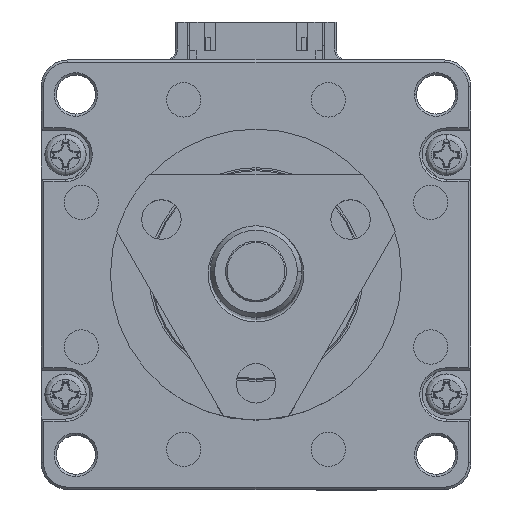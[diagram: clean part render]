
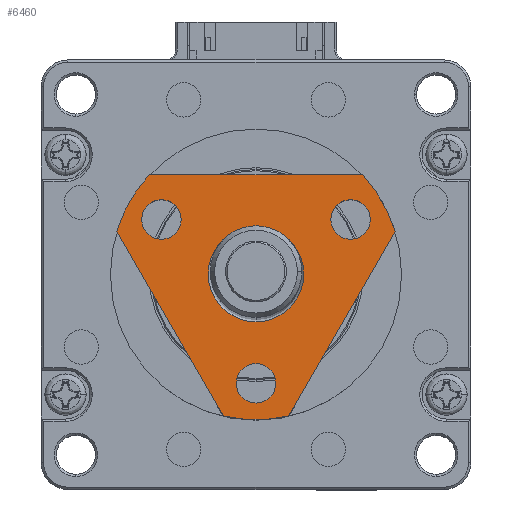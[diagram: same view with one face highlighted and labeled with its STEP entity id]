
A CAD part, top view. The second image highlights one B-rep face of the part: STEP entity #6460.
In plain terms, the highlighted planar face has unit normal (0, 0, 1).
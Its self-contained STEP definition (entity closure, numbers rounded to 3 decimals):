
#49 = VERTEX_POINT ( 'NONE', #14268 ) ;
#165 = ORIENTED_EDGE ( 'NONE', *, *, #8354, .F. ) ;
#931 = VERTEX_POINT ( 'NONE', #20561 ) ;
#948 = CARTESIAN_POINT ( 'NONE',  ( 0., 0., 40.4 ) ) ;
#979 = DIRECTION ( 'NONE',  ( 0., 0., 1. ) ) ;
#1005 = ORIENTED_EDGE ( 'NONE', *, *, #17856, .F. ) ;
#1449 = FACE_BOUND ( 'NONE', #20517, .T. ) ;
#1553 = DIRECTION ( 'NONE',  ( 0., -1., 0. ) ) ;
#1568 = CARTESIAN_POINT ( 'NONE',  ( 0., 13., 40.4 ) ) ;
#1652 = CARTESIAN_POINT ( 'NONE',  ( -4.296, -18.559, 40.4 ) ) ;
#1670 = CARTESIAN_POINT ( 'NONE',  ( 6.25, 0., 40.4 ) ) ;
#1708 = VERTEX_POINT ( 'NONE', #9493 ) ;
#1947 = CARTESIAN_POINT ( 'NONE',  ( 12.376, 9.725, 40.4 ) ) ;
#2192 = CARTESIAN_POINT ( 'NONE',  ( 13.925, 13., 40.4 ) ) ;
#2469 = CARTESIAN_POINT ( 'NONE',  ( 0., -16.87, 40.4 ) ) ;
#2525 = DIRECTION ( 'NONE',  ( 0., 1., 0. ) ) ;
#2718 = DIRECTION ( 'NONE',  ( 0., -1., 0. ) ) ;
#2954 = DIRECTION ( 'NONE',  ( 0., 1., 0. ) ) ;
#3193 = DIRECTION ( 'NONE',  ( 1., 0., 0. ) ) ;
#3210 = CARTESIAN_POINT ( 'NONE',  ( -13.925, 13., 40.4 ) ) ;
#3315 = FACE_BOUND ( 'NONE', #5592, .T. ) ;
#3658 = FACE_BOUND ( 'NONE', #7331, .T. ) ;
#3892 = AXIS2_PLACEMENT_3D ( 'NONE', #22910, #16776, #2525 ) ;
#4123 = CIRCLE ( 'NONE', #11395, 2.58 ) ;
#4200 = VERTEX_POINT ( 'NONE', #18151 ) ;
#4331 = AXIS2_PLACEMENT_3D ( 'NONE', #4456, #18486, #3193 ) ;
#4352 = DIRECTION ( 'NONE',  ( 0., 1., 0. ) ) ;
#4405 = AXIS2_PLACEMENT_3D ( 'NONE', #14916, #979, #2954 ) ;
#4456 = CARTESIAN_POINT ( 'NONE',  ( 0., 0., 40.4 ) ) ;
#4477 = CARTESIAN_POINT ( 'NONE',  ( 0., 0., 40.4 ) ) ;
#4528 = ORIENTED_EDGE ( 'NONE', *, *, #23450, .F. ) ;
#4765 = LINE ( 'NONE', #15738, #9484 ) ;
#4856 = ORIENTED_EDGE ( 'NONE', *, *, #13178, .F. ) ;
#4939 = AXIS2_PLACEMENT_3D ( 'NONE', #22923, #22738, #2718 ) ;
#5016 = CARTESIAN_POINT ( 'NONE',  ( 12.376, 7.145, 40.4 ) ) ;
#5020 = EDGE_CURVE ( 'NONE', #19240, #13949, #21415, .T. ) ;
#5255 = CARTESIAN_POINT ( 'NONE',  ( 0., -14.29, 40.4 ) ) ;
#5592 = EDGE_LOOP ( 'NONE', ( #13169, #17357 ) ) ;
#5612 = CIRCLE ( 'NONE', #8049, 19.05 ) ;
#5739 = VERTEX_POINT ( 'NONE', #1947 ) ;
#5840 = EDGE_CURVE ( 'NONE', #10081, #14904, #4765, .T. ) ;
#5974 = DIRECTION ( 'NONE',  ( 0., 0., -1. ) ) ;
#6065 = VERTEX_POINT ( 'NONE', #14600 ) ;
#6355 = DIRECTION ( 'NONE',  ( 0., 0., 1. ) ) ;
#6460 = ADVANCED_FACE ( 'NONE', ( #1449, #3315, #21237, #3658, #13109 ), #16687, .F. ) ;
#6701 = ORIENTED_EDGE ( 'NONE', *, *, #19531, .F. ) ;
#6837 = DIRECTION ( 'NONE',  ( 0., 1., 0. ) ) ;
#7006 = DIRECTION ( 'NONE',  ( 0., 0., 1. ) ) ;
#7011 = VERTEX_POINT ( 'NONE', #22934 ) ;
#7012 = EDGE_CURVE ( 'NONE', #931, #5739, #4123, .T. ) ;
#7193 = ORIENTED_EDGE ( 'NONE', *, *, #5840, .F. ) ;
#7331 = EDGE_LOOP ( 'NONE', ( #4856, #21170 ) ) ;
#7435 = ORIENTED_EDGE ( 'NONE', *, *, #15605, .F. ) ;
#7659 = DIRECTION ( 'NONE',  ( 0., 0., 1. ) ) ;
#7748 = DIRECTION ( 'NONE',  ( -0.5, -0.866, 0. ) ) ;
#8049 = AXIS2_PLACEMENT_3D ( 'NONE', #25860, #5974, #24035 ) ;
#8354 = EDGE_CURVE ( 'NONE', #1708, #14747, #19492, .T. ) ;
#8750 = CARTESIAN_POINT ( 'NONE',  ( 0., -19.05, 40.4 ) ) ;
#9111 = EDGE_LOOP ( 'NONE', ( #7435, #20842 ) ) ;
#9484 = VECTOR ( 'NONE', #7748, 1000. ) ;
#9493 = CARTESIAN_POINT ( 'NONE',  ( -6.25, 0., 40.4 ) ) ;
#9603 = AXIS2_PLACEMENT_3D ( 'NONE', #25390, #17377, #1553 ) ;
#9823 = DIRECTION ( 'NONE',  ( 0., -1., 0. ) ) ;
#9973 = LINE ( 'NONE', #1652, #24042 ) ;
#10081 = VERTEX_POINT ( 'NONE', #13496 ) ;
#10904 = DIRECTION ( 'NONE',  ( 0., 0., -1. ) ) ;
#11112 = ORIENTED_EDGE ( 'NONE', *, *, #17513, .F. ) ;
#11395 = AXIS2_PLACEMENT_3D ( 'NONE', #5016, #15032, #17070 ) ;
#11399 = AXIS2_PLACEMENT_3D ( 'NONE', #23785, #7659, #25507 ) ;
#11765 = AXIS2_PLACEMENT_3D ( 'NONE', #13917, #24071, #9823 ) ;
#11927 = EDGE_LOOP ( 'NONE', ( #1005, #11112, #4528, #24535, #7193, #6701, #15592 ) ) ;
#12801 = DIRECTION ( 'NONE',  ( 0., 0., 1. ) ) ;
#12824 = CIRCLE ( 'NONE', #4405, 2.58 ) ;
#13109 = FACE_OUTER_BOUND ( 'NONE', #11927, .T. ) ;
#13169 = ORIENTED_EDGE ( 'NONE', *, *, #20682, .F. ) ;
#13178 = EDGE_CURVE ( 'NONE', #6065, #16681, #13259, .T. ) ;
#13259 = CIRCLE ( 'NONE', #13951, 2.58 ) ;
#13361 = AXIS2_PLACEMENT_3D ( 'NONE', #4477, #10904, #6837 ) ;
#13496 = CARTESIAN_POINT ( 'NONE',  ( 18.221, 5.559, 40.4 ) ) ;
#13605 = VERTEX_POINT ( 'NONE', #8750 ) ;
#13917 = CARTESIAN_POINT ( 'NONE',  ( 0., 0., 40.4 ) ) ;
#13949 = VERTEX_POINT ( 'NONE', #2192 ) ;
#13951 = AXIS2_PLACEMENT_3D ( 'NONE', #5255, #7006, #21047 ) ;
#14128 = AXIS2_PLACEMENT_3D ( 'NONE', #16567, #6355, #4352 ) ;
#14142 = CARTESIAN_POINT ( 'NONE',  ( 4.296, -18.559, 40.4 ) ) ;
#14209 = AXIS2_PLACEMENT_3D ( 'NONE', #948, #12801, #18932 ) ;
#14268 = CARTESIAN_POINT ( 'NONE',  ( -18.221, 5.559, 40.4 ) ) ;
#14600 = CARTESIAN_POINT ( 'NONE',  ( 0., -11.71, 40.4 ) ) ;
#14747 = VERTEX_POINT ( 'NONE', #1670 ) ;
#14904 = VERTEX_POINT ( 'NONE', #14142 ) ;
#14916 = CARTESIAN_POINT ( 'NONE',  ( -12.376, 7.145, 40.4 ) ) ;
#15032 = DIRECTION ( 'NONE',  ( 0., 0., 1. ) ) ;
#15592 = ORIENTED_EDGE ( 'NONE', *, *, #5020, .F. ) ;
#15605 = EDGE_CURVE ( 'NONE', #5739, #931, #18997, .T. ) ;
#15738 = CARTESIAN_POINT ( 'NONE',  ( 18.221, 5.559, 40.4 ) ) ;
#15883 = DIRECTION ( 'NONE',  ( -0.5, 0.866, 0. ) ) ;
#16105 = VECTOR ( 'NONE', #21569, 1000. ) ;
#16567 = CARTESIAN_POINT ( 'NONE',  ( -12.376, 7.145, 40.4 ) ) ;
#16681 = VERTEX_POINT ( 'NONE', #2469 ) ;
#16687 = PLANE ( 'NONE',  #13361 ) ;
#16776 = DIRECTION ( 'NONE',  ( 0., 0., 1. ) ) ;
#17009 = CIRCLE ( 'NONE', #4939, 19.05 ) ;
#17070 = DIRECTION ( 'NONE',  ( 0., 1., 0. ) ) ;
#17213 = CIRCLE ( 'NONE', #9603, 19.05 ) ;
#17357 = ORIENTED_EDGE ( 'NONE', *, *, #19730, .F. ) ;
#17377 = DIRECTION ( 'NONE',  ( 0., 0., -1. ) ) ;
#17513 = EDGE_CURVE ( 'NONE', #20038, #49, #9973, .T. ) ;
#17852 = CARTESIAN_POINT ( 'NONE',  ( -4.296, -18.559, 40.4 ) ) ;
#17856 = EDGE_CURVE ( 'NONE', #49, #19240, #19332, .T. ) ;
#18151 = CARTESIAN_POINT ( 'NONE',  ( -12.376, 4.565, 40.4 ) ) ;
#18421 = EDGE_CURVE ( 'NONE', #14904, #13605, #5612, .T. ) ;
#18486 = DIRECTION ( 'NONE',  ( 0., 0., 1. ) ) ;
#18553 = ORIENTED_EDGE ( 'NONE', *, *, #23900, .F. ) ;
#18932 = DIRECTION ( 'NONE',  ( 1., 0., 0. ) ) ;
#18997 = CIRCLE ( 'NONE', #11399, 2.58 ) ;
#19240 = VERTEX_POINT ( 'NONE', #3210 ) ;
#19332 = CIRCLE ( 'NONE', #11765, 19.05 ) ;
#19440 = CIRCLE ( 'NONE', #14209, 6.25 ) ;
#19492 = CIRCLE ( 'NONE', #4331, 6.25 ) ;
#19531 = EDGE_CURVE ( 'NONE', #13949, #10081, #17213, .T. ) ;
#19730 = EDGE_CURVE ( 'NONE', #4200, #7011, #22178, .T. ) ;
#20038 = VERTEX_POINT ( 'NONE', #17852 ) ;
#20517 = EDGE_LOOP ( 'NONE', ( #18553, #165 ) ) ;
#20561 = CARTESIAN_POINT ( 'NONE',  ( 12.376, 4.565, 40.4 ) ) ;
#20682 = EDGE_CURVE ( 'NONE', #7011, #4200, #12824, .T. ) ;
#20842 = ORIENTED_EDGE ( 'NONE', *, *, #7012, .F. ) ;
#21047 = DIRECTION ( 'NONE',  ( 0., 1., 0. ) ) ;
#21170 = ORIENTED_EDGE ( 'NONE', *, *, #21295, .F. ) ;
#21237 = FACE_BOUND ( 'NONE', #9111, .T. ) ;
#21277 = CIRCLE ( 'NONE', #3892, 2.58 ) ;
#21295 = EDGE_CURVE ( 'NONE', #16681, #6065, #21277, .T. ) ;
#21415 = LINE ( 'NONE', #1568, #16105 ) ;
#21569 = DIRECTION ( 'NONE',  ( 1., 0., 0. ) ) ;
#22178 = CIRCLE ( 'NONE', #14128, 2.58 ) ;
#22738 = DIRECTION ( 'NONE',  ( 0., 0., -1. ) ) ;
#22910 = CARTESIAN_POINT ( 'NONE',  ( 0., -14.29, 40.4 ) ) ;
#22923 = CARTESIAN_POINT ( 'NONE',  ( 0., 0., 40.4 ) ) ;
#22934 = CARTESIAN_POINT ( 'NONE',  ( -12.376, 9.725, 40.4 ) ) ;
#23450 = EDGE_CURVE ( 'NONE', #13605, #20038, #17009, .T. ) ;
#23785 = CARTESIAN_POINT ( 'NONE',  ( 12.376, 7.145, 40.4 ) ) ;
#23900 = EDGE_CURVE ( 'NONE', #14747, #1708, #19440, .T. ) ;
#24035 = DIRECTION ( 'NONE',  ( 0., -1., 0. ) ) ;
#24042 = VECTOR ( 'NONE', #15883, 1000. ) ;
#24071 = DIRECTION ( 'NONE',  ( 0., 0., -1. ) ) ;
#24535 = ORIENTED_EDGE ( 'NONE', *, *, #18421, .F. ) ;
#25390 = CARTESIAN_POINT ( 'NONE',  ( 0., 0., 40.4 ) ) ;
#25507 = DIRECTION ( 'NONE',  ( 0., 1., 0. ) ) ;
#25860 = CARTESIAN_POINT ( 'NONE',  ( 0., 0., 40.4 ) ) ;
